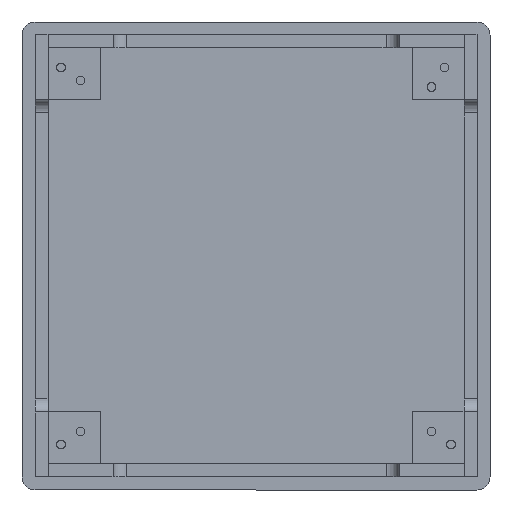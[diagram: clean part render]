
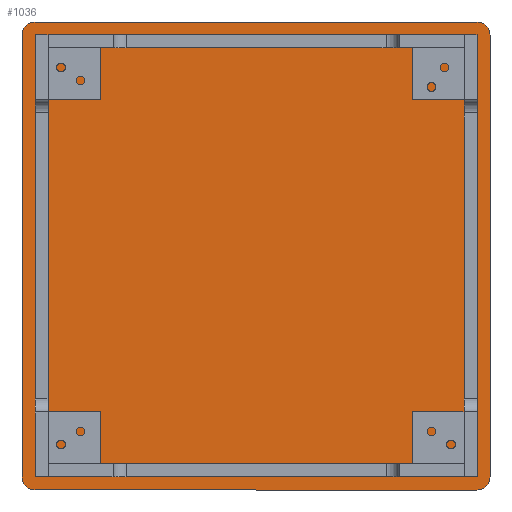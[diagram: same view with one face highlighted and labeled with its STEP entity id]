
A CAD part, front view. The second image highlights one B-rep face of the part: STEP entity #1036.
In plain terms, the highlighted planar face has unit normal (0, -1, 0).
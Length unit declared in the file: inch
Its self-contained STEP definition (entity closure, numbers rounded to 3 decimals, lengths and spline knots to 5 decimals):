
#8 = VERTEX_POINT ( 'NONE', #1260 ) ;
#65 = CARTESIAN_POINT ( 'NONE',  ( 18., 0., -18. ) ) ;
#71 = CARTESIAN_POINT ( 'NONE',  ( 18., 0., 18. ) ) ;
#77 = DIRECTION ( 'NONE',  ( 0., 0., 1. ) ) ;
#86 = VERTEX_POINT ( 'NONE', #937 ) ;
#94 = VECTOR ( 'NONE', #1431, 39.37008 ) ;
#153 = ORIENTED_EDGE ( 'NONE', *, *, #1177, .T. ) ;
#164 = VECTOR ( 'NONE', #675, 39.37008 ) ;
#183 = AXIS2_PLACEMENT_3D ( 'NONE', #1161, #287, #1485 ) ;
#207 = LINE ( 'NONE', #71, #164 ) ;
#260 = VERTEX_POINT ( 'NONE', #292 ) ;
#287 = DIRECTION ( 'NONE',  ( 0., -1., 0. ) ) ;
#292 = CARTESIAN_POINT ( 'NONE',  ( 17., 0., -18. ) ) ;
#345 = EDGE_CURVE ( 'NONE', #1382, #1473, #1300, .T. ) ;
#372 = EDGE_CURVE ( 'NONE', #1222, #988, #207, .T. ) ;
#408 = DIRECTION ( 'NONE',  ( 0., -1., 0. ) ) ;
#420 = CARTESIAN_POINT ( 'NONE',  ( 18., 0., -17. ) ) ;
#431 = CARTESIAN_POINT ( 'NONE',  ( -17., 0., 17. ) ) ;
#508 = CARTESIAN_POINT ( 'NONE',  ( 17., 0., 18. ) ) ;
#511 = DIRECTION ( 'NONE',  ( 0., 1., 0. ) ) ;
#553 = CIRCLE ( 'NONE', #583, 1. ) ;
#564 = DIRECTION ( 'NONE',  ( 0., 0., 1. ) ) ;
#583 = AXIS2_PLACEMENT_3D ( 'NONE', #431, #408, #1523 ) ;
#600 = EDGE_CURVE ( 'NONE', #86, #1049, #1456, .T. ) ;
#617 = CIRCLE ( 'NONE', #1484, 1. ) ;
#628 = FACE_OUTER_BOUND ( 'NONE', #765, .T. ) ;
#642 = EDGE_CURVE ( 'NONE', #1222, #1473, #553, .T. ) ;
#660 = EDGE_CURVE ( 'NONE', #260, #1049, #1155, .T. ) ;
#675 = DIRECTION ( 'NONE',  ( 1., 0., 0. ) ) ;
#702 = CARTESIAN_POINT ( 'NONE',  ( -17., 0., 18. ) ) ;
#720 = ORIENTED_EDGE ( 'NONE', *, *, #642, .T. ) ;
#729 = CARTESIAN_POINT ( 'NONE',  ( 18., 0., 18. ) ) ;
#732 = ORIENTED_EDGE ( 'NONE', *, *, #1223, .F. ) ;
#743 = DIRECTION ( 'NONE',  ( 0., 0., 1. ) ) ;
#753 = ORIENTED_EDGE ( 'NONE', *, *, #345, .F. ) ;
#756 = VECTOR ( 'NONE', #1235, 39.37008 ) ;
#759 = CARTESIAN_POINT ( 'NONE',  ( -18., 0., 17. ) ) ;
#765 = EDGE_LOOP ( 'NONE', ( #732, #1341, #1243, #153, #1006, #720, #753, #1179 ) ) ;
#913 = LINE ( 'NONE', #65, #94 ) ;
#916 = CIRCLE ( 'NONE', #1459, 1. ) ;
#919 = AXIS2_PLACEMENT_3D ( 'NONE', #1497, #511, #1479 ) ;
#937 = CARTESIAN_POINT ( 'NONE',  ( 18., 0., 17. ) ) ;
#959 = CARTESIAN_POINT ( 'NONE',  ( -18., 0., 18. ) ) ;
#988 = VERTEX_POINT ( 'NONE', #508 ) ;
#991 = EDGE_CURVE ( 'NONE', #1382, #8, #617, .T. ) ;
#1005 = CARTESIAN_POINT ( 'NONE',  ( -17., 0., -17. ) ) ;
#1006 = ORIENTED_EDGE ( 'NONE', *, *, #372, .F. ) ;
#1036 = ADVANCED_FACE ( 'NONE', ( #628 ), #1136, .F. ) ;
#1049 = VERTEX_POINT ( 'NONE', #420 ) ;
#1136 = PLANE ( 'NONE',  #919 ) ;
#1155 = CIRCLE ( 'NONE', #183, 1. ) ;
#1161 = CARTESIAN_POINT ( 'NONE',  ( 17., 0., -17. ) ) ;
#1177 = EDGE_CURVE ( 'NONE', #86, #988, #916, .T. ) ;
#1179 = ORIENTED_EDGE ( 'NONE', *, *, #991, .T. ) ;
#1222 = VERTEX_POINT ( 'NONE', #702 ) ;
#1223 = EDGE_CURVE ( 'NONE', #260, #8, #913, .T. ) ;
#1235 = DIRECTION ( 'NONE',  ( 0., 0., -1. ) ) ;
#1243 = ORIENTED_EDGE ( 'NONE', *, *, #600, .F. ) ;
#1260 = CARTESIAN_POINT ( 'NONE',  ( -17., 0., -18. ) ) ;
#1266 = CARTESIAN_POINT ( 'NONE',  ( -18., 0., -17. ) ) ;
#1300 = LINE ( 'NONE', #959, #1401 ) ;
#1313 = CARTESIAN_POINT ( 'NONE',  ( 17., 0., 17. ) ) ;
#1341 = ORIENTED_EDGE ( 'NONE', *, *, #660, .T. ) ;
#1358 = DIRECTION ( 'NONE',  ( 0., -1., 0. ) ) ;
#1382 = VERTEX_POINT ( 'NONE', #1266 ) ;
#1401 = VECTOR ( 'NONE', #77, 39.37008 ) ;
#1431 = DIRECTION ( 'NONE',  ( -1., 0., 0. ) ) ;
#1456 = LINE ( 'NONE', #729, #756 ) ;
#1459 = AXIS2_PLACEMENT_3D ( 'NONE', #1313, #1551, #564 ) ;
#1473 = VERTEX_POINT ( 'NONE', #759 ) ;
#1479 = DIRECTION ( 'NONE',  ( 0., 0., 1. ) ) ;
#1484 = AXIS2_PLACEMENT_3D ( 'NONE', #1005, #1358, #743 ) ;
#1485 = DIRECTION ( 'NONE',  ( 0., 0., 1. ) ) ;
#1497 = CARTESIAN_POINT ( 'NONE',  ( 0., 0., 0. ) ) ;
#1523 = DIRECTION ( 'NONE',  ( 0., 0., 1. ) ) ;
#1551 = DIRECTION ( 'NONE',  ( 0., -1., 0. ) ) ;
